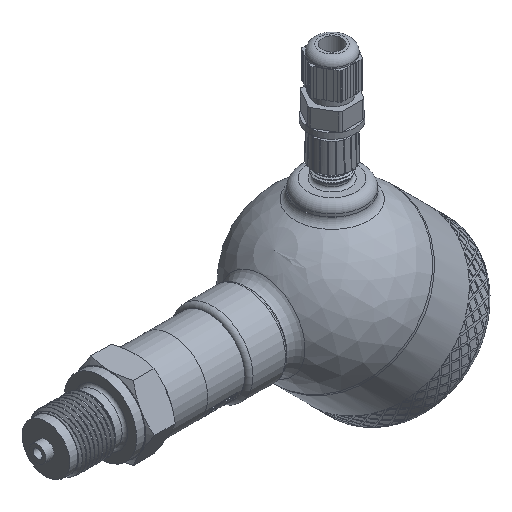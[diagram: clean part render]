
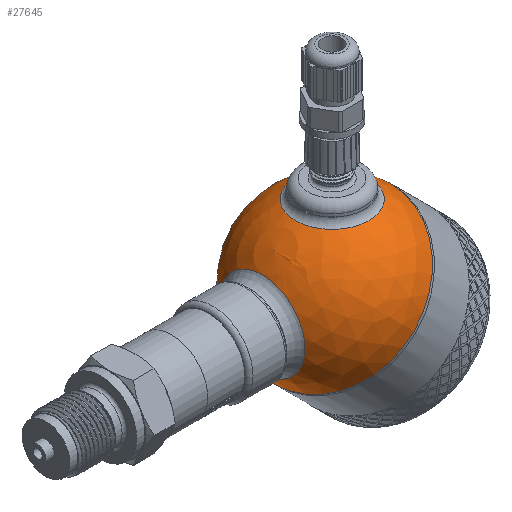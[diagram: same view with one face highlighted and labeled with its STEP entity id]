
A CAD part, isometric view. The second image highlights one B-rep face of the part: STEP entity #27645.
In plain terms, the highlighted spherical face has radius 30 mm.
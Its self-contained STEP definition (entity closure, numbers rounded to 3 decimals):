
#65=SPHERICAL_SURFACE('',#29320,30.);
#167=FACE_BOUND('',#3875,.T.);
#168=FACE_BOUND('',#3876,.T.);
#2113=FACE_OUTER_BOUND('',#3874,.T.);
#3874=EDGE_LOOP('',(#20032,#20033,#20034,#20035));
#3875=EDGE_LOOP('',(#20036));
#3876=EDGE_LOOP('',(#20037));
#5525=CIRCLE('',#29242,30.);
#5526=CIRCLE('',#29243,30.);
#5553=CIRCLE('',#29316,13.5);
#5556=CIRCLE('',#29321,30.);
#5557=CIRCLE('',#29322,15.643);
#11004=VERTEX_POINT('',#37338);
#11005=VERTEX_POINT('',#37340);
#11504=VERTEX_POINT('',#43727);
#11506=VERTEX_POINT('',#43734);
#11507=VERTEX_POINT('',#43736);
#13965=EDGE_CURVE('',#11004,#11005,#5525,.T.);
#13966=EDGE_CURVE('',#11005,#11004,#5526,.T.);
#14717=EDGE_CURVE('',#11504,#11504,#5553,.T.);
#14720=EDGE_CURVE('',#11005,#11506,#5556,.T.);
#14721=EDGE_CURVE('',#11507,#11507,#5557,.T.);
#20032=ORIENTED_EDGE('',*,*,#13966,.F.);
#20033=ORIENTED_EDGE('',*,*,#14720,.T.);
#20034=ORIENTED_EDGE('',*,*,#14720,.F.);
#20035=ORIENTED_EDGE('',*,*,#13965,.F.);
#20036=ORIENTED_EDGE('',*,*,#14721,.F.);
#20037=ORIENTED_EDGE('',*,*,#14717,.F.);
#27645=ADVANCED_FACE('',(#2113,#167,#168),#65,.T.);
#29242=AXIS2_PLACEMENT_3D('',#37341,#30778,#30779);
#29243=AXIS2_PLACEMENT_3D('',#37342,#30780,#30781);
#29316=AXIS2_PLACEMENT_3D('',#43728,#31190,#31191);
#29320=AXIS2_PLACEMENT_3D('',#43733,#31198,#31199);
#29321=AXIS2_PLACEMENT_3D('',#43735,#31200,#31201);
#29322=AXIS2_PLACEMENT_3D('',#43737,#31202,#31203);
#30778=DIRECTION('center_axis',(1.,0.,0.));
#30779=DIRECTION('ref_axis',(0.,1.,0.));
#30780=DIRECTION('center_axis',(1.,0.,0.));
#30781=DIRECTION('ref_axis',(0.,1.,0.));
#31190=DIRECTION('center_axis',(-0.707,0.,-0.707));
#31191=DIRECTION('ref_axis',(-0.707,0.,0.707));
#31198=DIRECTION('center_axis',(1.,0.,0.));
#31199=DIRECTION('ref_axis',(0.,-1.,0.));
#31200=DIRECTION('center_axis',(0.,0.,1.));
#31201=DIRECTION('ref_axis',(0.,1.,0.));
#31202=DIRECTION('center_axis',(-0.707,0.,0.707));
#31203=DIRECTION('ref_axis',(0.707,0.,0.707));
#37338=CARTESIAN_POINT('',(0.,-30.,0.));
#37340=CARTESIAN_POINT('',(0.,30.,0.));
#37341=CARTESIAN_POINT('Origin',(0.,0.,0.));
#37342=CARTESIAN_POINT('Origin',(0.,0.,0.));
#43727=CARTESIAN_POINT('',(-9.398,0.,-28.49));
#43728=CARTESIAN_POINT('Origin',(-18.944,0.,-18.944));
#43733=CARTESIAN_POINT('Origin',(0.,0.,0.));
#43734=CARTESIAN_POINT('',(-30.,0.,0.));
#43735=CARTESIAN_POINT('Origin',(0.,0.,0.));
#43736=CARTESIAN_POINT('',(-29.162,0.,7.04));
#43737=CARTESIAN_POINT('Origin',(-18.101,0.,18.101));
